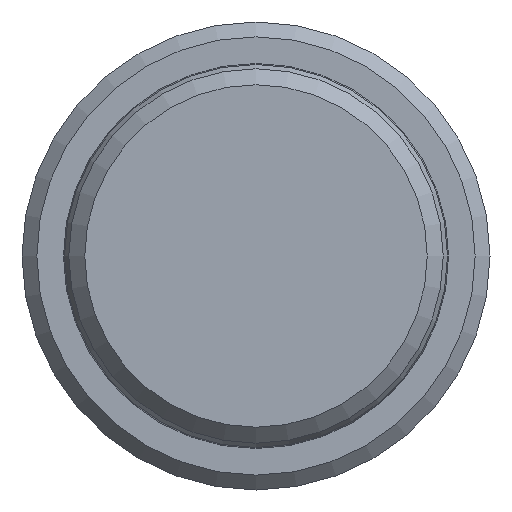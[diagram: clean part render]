
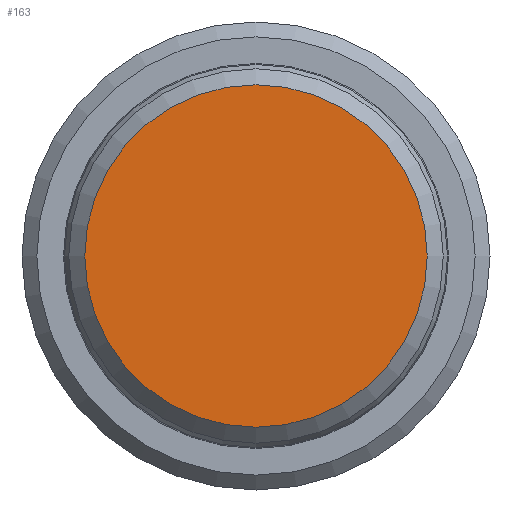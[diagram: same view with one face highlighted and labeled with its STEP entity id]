
A CAD part, front view. The second image highlights one B-rep face of the part: STEP entity #163.
In plain terms, the highlighted planar face has unit normal (0, -1, 0).
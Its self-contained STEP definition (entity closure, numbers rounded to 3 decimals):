
#163 = ADVANCED_FACE( '', ( #390 ), #391, .F. );
#390 = FACE_OUTER_BOUND( '', #687, .T. );
#391 = PLANE( '', #688 );
#687 = EDGE_LOOP( '', ( #1046 ) );
#688 = AXIS2_PLACEMENT_3D( '', #1047, #1048, #1049 );
#1046 = ORIENTED_EDGE( '', *, *, #1296, .T. );
#1047 = CARTESIAN_POINT( '', ( 8.05, 0., 0. ) );
#1048 = DIRECTION( '', ( 0., 1., 0. ) );
#1049 = DIRECTION( '', ( 0., 0., 1. ) );
#1296 = EDGE_CURVE( '', #1459, #1459, #1460, .T. );
#1459 = VERTEX_POINT( '', #1738 );
#1460 = CIRCLE( '', #1739, 8.05 );
#1738 = CARTESIAN_POINT( '', ( 0., 0., -8.05 ) );
#1739 = AXIS2_PLACEMENT_3D( '', #2142, #2143, #2144 );
#2142 = CARTESIAN_POINT( '', ( 0., 0., 0. ) );
#2143 = DIRECTION( '', ( 0., -1., 0. ) );
#2144 = DIRECTION( '', ( 0., 0., -1. ) );
